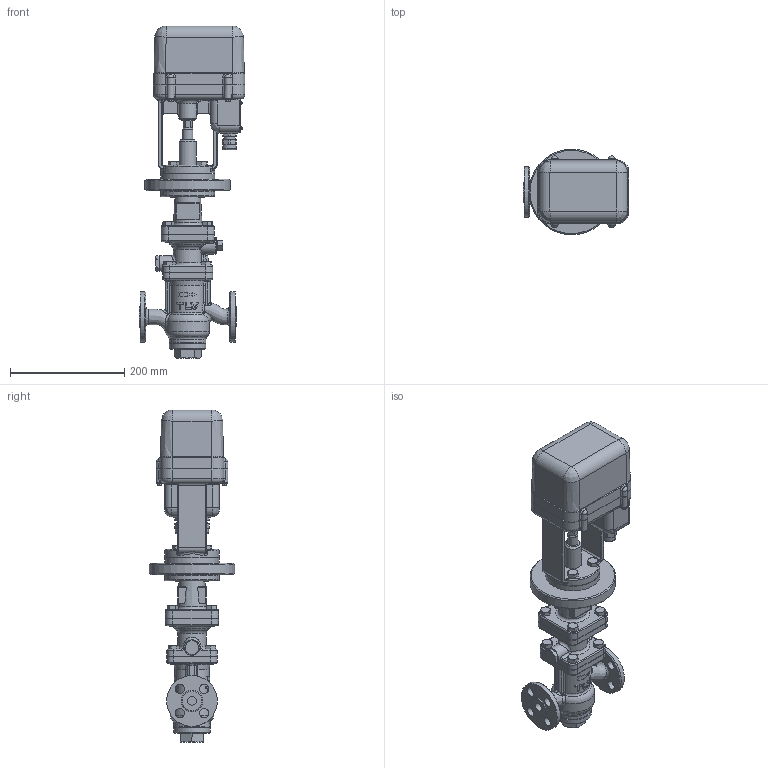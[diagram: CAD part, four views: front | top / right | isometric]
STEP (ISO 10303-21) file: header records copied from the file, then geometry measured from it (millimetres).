
FILE_DESCRIPTION(/* description */ (''),/* implementation_level */ '2;1');
FILE_NAME(/* name */ 'ccr16-015-a0150-00.stp',/* time_stamp */ '2018-01-11T15:43:45+09:00',/* author */ ('nakaot'),/* organization */ (''),/* preprocessor_version */ 'ST-DEVELOPER v15.6',/* originating_system */ 'Autodesk Inventor 2015',/* authorisation */ '');
FILE_SCHEMA (('CONFIG_CONTROL_DESIGN'));
Products named in the file (1): ccr16-015-a0150-00
Bounding box: 185 x 150 x 582 mm (x, y, z)
Volume: 4453315.5 mm3; surface area: 408390.3 mm2
Topology: 2 solids, 4 shells, 1202 faces, 2817 edges, 1688 vertices
Faces by surface type: plane 475, cylinder 300, bspline 172, cone 146, torus 91, sphere 18
Full cylindrical faces by diameter (mm): 2.459 x8, 4.6 x4, 5.3 x4, 7 x4, 10 x24, 12 x16, 15 x2, 16 x8, 18 x1, 18.631 x2, 20 x2, 23 x1, 24 x2, 27 x1, 30 x2, 32 x1, 45 x1, 50 x1, 64 x2, 67.531 x1, 67.717 x1, 89 x2, 95 x3, 150 x1
Entity records: 47705 total; most frequent: CARTESIAN_POINT 22434, ORIENTED_EDGE 5262, DIRECTION 4985, EDGE_CURVE 2631, AXIS2_PLACEMENT_3D 1995, VERTEX_POINT 1653, EDGE_LOOP 1470, FACE_OUTER_BOUND 1202
